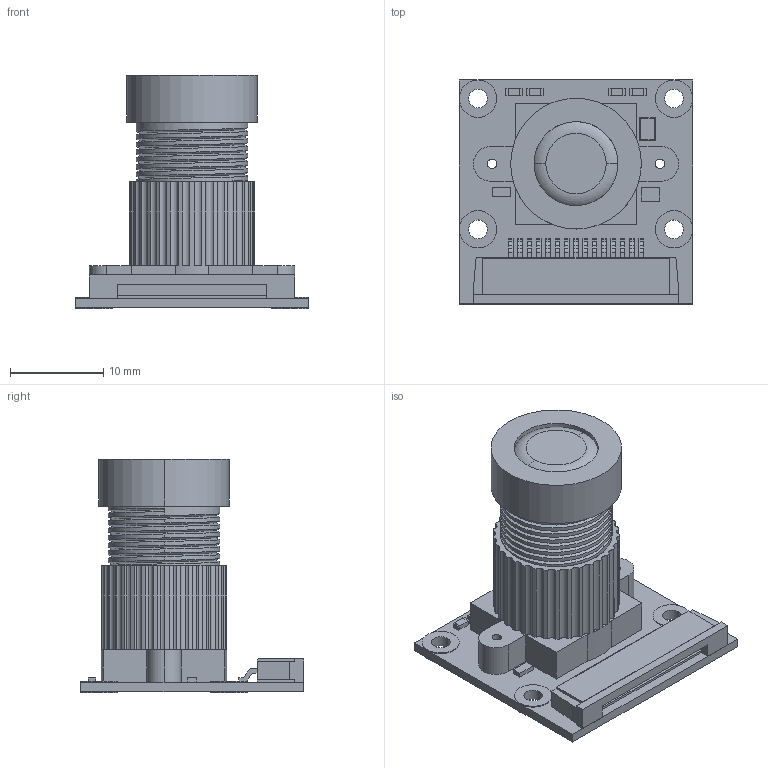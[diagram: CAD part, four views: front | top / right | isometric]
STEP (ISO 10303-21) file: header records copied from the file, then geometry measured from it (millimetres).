
FILE_DESCRIPTION (( 'STEP AP214' ), '1' );
FILE_NAME ('Camera Module Assem.STEP', '2018-10-12T17:28:21', ( '' ), ( '' ), 'SwSTEP 2.0', 'SolidWorks 2018', '' );
FILE_SCHEMA (( 'AUTOMOTIVE_DESIGN' ));
Length unit declared in the file: millimetre
Products named in the file (9): 0603 Resistor; Lenz; 15 Pin Ribbon Block Assem; PCB 1; Camera end; Camera Block; Ribbon Clamp; 15 Pin Ribbon Block; Camera Module Assem
Assembly tree (11 placements, depth 3):
  Camera Module Assem
    PCB 1
    Camera Block
    Camera end
    Lenz
    15 Pin Ribbon Block Assem
      15 Pin Ribbon Block
      Ribbon Clamp
    0603 Resistor  x4
Bounding box: 25 x 24 x 24.98 mm (x, y, z)
Volume: 2963.2 mm3; surface area: 5338.7 mm2
Topology: 10 solids, 10 shells, 549 faces, 1485 edges, 978 vertices
Faces by surface type: plane 300, cylinder 245, bspline 2, torus 2
Entity records: 21577 total; most frequent: CARTESIAN_POINT 4572, DIRECTION 2802, ORIENTED_EDGE 2766, EDGE_CURVE 1383, AXIS2_PLACEMENT_3D 968, VERTEX_POINT 912, VECTOR 866, LINE 866
